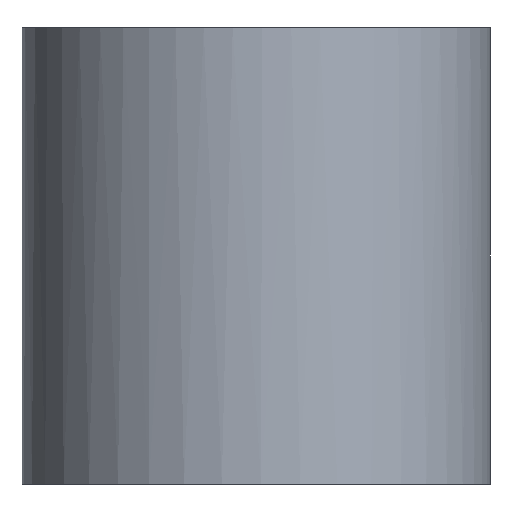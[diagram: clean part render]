
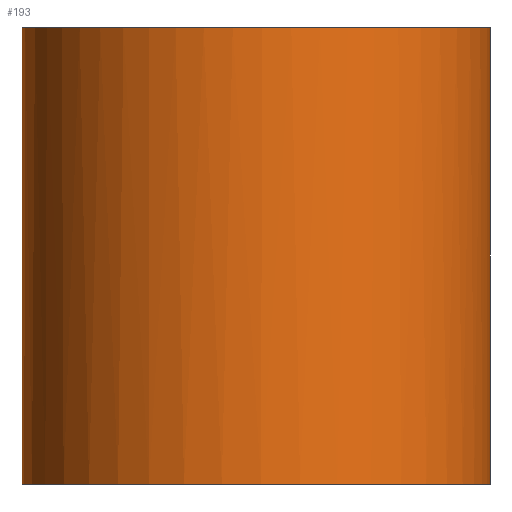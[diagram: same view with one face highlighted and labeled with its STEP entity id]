
A CAD part, front view. The second image highlights one B-rep face of the part: STEP entity #193.
In plain terms, the highlighted free-form (B-spline) face has degree [1, 3] with [2, 4] control points.
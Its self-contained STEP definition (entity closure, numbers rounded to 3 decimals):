
#1 = EDGE_CURVE ( 'NONE', #195, #82, #271, .T. ) ;
#8 = CARTESIAN_POINT ( 'NONE',  ( 20.5, 0., 0. ) ) ;
#22 = CARTESIAN_POINT ( 'NONE',  ( 20.5, 0., 40. ) ) ;
#25 = CARTESIAN_POINT ( 'NONE',  ( -2.686, -20.5, 40. ) ) ;
#35 = EDGE_CURVE ( 'NONE', #195, #254, #135, .T. ) ;
#45 = CARTESIAN_POINT ( 'NONE',  ( -20.5, -2.686, 40. ) ) ;
#49 = CARTESIAN_POINT ( 'NONE',  ( -10.326, -17.912, 40. ) ) ;
#52 = CARTESIAN_POINT ( 'NONE',  ( 20.5, 0., 40. ) ) ;
#60 = CARTESIAN_POINT ( 'NONE',  ( -20.5, 0., 0. ) ) ;
#67 = CARTESIAN_POINT ( 'NONE',  ( 20.5, 0., 0. ) ) ;
#76 = CARTESIAN_POINT ( 'NONE',  ( -20.5, 0., 0. ) ) ;
#82 = VERTEX_POINT ( 'NONE', #268 ) ;
#84 = VERTEX_POINT ( 'NONE', #93 ) ;
#93 = CARTESIAN_POINT ( 'NONE',  ( 20.5, 0., 40. ) ) ;
#94 = CARTESIAN_POINT ( 'NONE',  ( 20.5, -2.686, 40. ) ) ;
#95 = CARTESIAN_POINT ( 'NONE',  ( 12.597, -16.395, 40. ) ) ;
#99 = CARTESIAN_POINT ( 'NONE',  ( 5.364, -19.967, 40. ) ) ;
#106 = CARTESIAN_POINT ( 'NONE',  ( -20.5, 0., 0. ) ) ;
#113 = ORIENTED_EDGE ( 'NONE', *, *, #215, .F. ) ;
#116 = CARTESIAN_POINT ( 'NONE',  ( 16.395, -12.597, 40. ) ) ;
#118 = CARTESIAN_POINT ( 'NONE',  ( -12.597, -16.395, 40. ) ) ;
#135 = B_SPLINE_CURVE_WITH_KNOTS ( 'NONE', 1,
 ( #274, #173 ),
 .UNSPECIFIED., .F., .F.,
 ( 2, 2 ),
 ( -1., 0. ),
 .UNSPECIFIED. ) ;
#139 = CARTESIAN_POINT ( 'NONE',  ( -17.912, -10.326, 40. ) ) ;
#140 = CARTESIAN_POINT ( 'NONE',  ( -20.5, 0., 40. ) ) ;
#145 = CARTESIAN_POINT ( 'NONE',  ( -20.5, 0., 40. ) ) ;
#146 =( BOUNDED_SURFACE ( )  B_SPLINE_SURFACE ( 1, 3, ( 
 ( #22, #232, #184, #140 ),
 ( #194, #214, #150, #106 ) ),
 .UNSPECIFIED., .F., .F., .T. ) 
 B_SPLINE_SURFACE_WITH_KNOTS ( ( 2, 2 ),
 ( 4, 4 ),
 ( 0., 1. ),
 ( 0., 1. ),
 .UNSPECIFIED. ) 
 GEOMETRIC_REPRESENTATION_ITEM ( )  RATIONAL_B_SPLINE_SURFACE ( (
 ( 1., 0.333, 0.333, 1.),
 ( 1., 0.333, 0.333, 1.) ) ) 
 REPRESENTATION_ITEM ( '' )  SURFACE ( )  );
#150 = CARTESIAN_POINT ( 'NONE',  ( -20.5, -41., 0. ) ) ;
#160 = ORIENTED_EDGE ( 'NONE', *, *, #185, .F. ) ;
#173 = CARTESIAN_POINT ( 'NONE',  ( -20.5, 0., 40. ) ) ;
#183 = CARTESIAN_POINT ( 'NONE',  ( 20.5, 0., 40. ) ) ;
#184 = CARTESIAN_POINT ( 'NONE',  ( -20.5, -41., 40. ) ) ;
#185 = EDGE_CURVE ( 'NONE', #254, #84, #205, .T. ) ;
#188 = B_SPLINE_CURVE_WITH_KNOTS ( 'NONE', 1,
 ( #52, #8 ),
 .UNSPECIFIED., .F., .F.,
 ( 2, 2 ),
 ( -1., 0. ),
 .UNSPECIFIED. ) ;
#193 = ADVANCED_FACE ( 'NONE', ( #278 ), #146, .F. ) ;
#194 = CARTESIAN_POINT ( 'NONE',  ( 20.5, 0., 0. ) ) ;
#195 = VERTEX_POINT ( 'NONE', #76 ) ;
#198 = ORIENTED_EDGE ( 'NONE', *, *, #35, .F. ) ;
#204 = CARTESIAN_POINT ( 'NONE',  ( 20.5, -41., 0. ) ) ;
#205 = B_SPLINE_CURVE_WITH_KNOTS ( 'NONE', 3,
 ( #282, #45, #305, #139, #235, #118, #49, #255, #25, #212, #99, #237, #95, #116, #207, #303, #94, #183 ),
 .UNSPECIFIED., .F., .F.,
 ( 4, 2, 2, 2, 2, 2, 2, 2, 4 ),
 ( 3.142, 3.534, 3.927, 4.32, 4.712, 5.105, 5.498, 5.89, 6.283 ),
 .UNSPECIFIED. ) ;
#207 = CARTESIAN_POINT ( 'NONE',  ( 17.912, -10.326, 40. ) ) ;
#212 = CARTESIAN_POINT ( 'NONE',  ( 2.686, -20.5, 40. ) ) ;
#214 = CARTESIAN_POINT ( 'NONE',  ( 20.5, -41., 0. ) ) ;
#215 = EDGE_CURVE ( 'NONE', #84, #82, #188, .T. ) ;
#232 = CARTESIAN_POINT ( 'NONE',  ( 20.5, -41., 40. ) ) ;
#235 = CARTESIAN_POINT ( 'NONE',  ( -16.395, -12.597, 40. ) ) ;
#237 = CARTESIAN_POINT ( 'NONE',  ( 10.326, -17.912, 40. ) ) ;
#254 = VERTEX_POINT ( 'NONE', #145 ) ;
#255 = CARTESIAN_POINT ( 'NONE',  ( -5.364, -19.967, 40. ) ) ;
#268 = CARTESIAN_POINT ( 'NONE',  ( 20.5, 0., 0. ) ) ;
#271 =( BOUNDED_CURVE ( )  B_SPLINE_CURVE ( 3, ( #60, #290, #204, #67 ),
 .UNSPECIFIED., .F., .T. ) 
 B_SPLINE_CURVE_WITH_KNOTS ( ( 4, 4 ),
 ( -6.283, -3.142 ),
 .UNSPECIFIED. ) 
 CURVE ( )  GEOMETRIC_REPRESENTATION_ITEM ( )  RATIONAL_B_SPLINE_CURVE ( ( 1., 0.333, 0.333, 1. ) ) 
 REPRESENTATION_ITEM ( '' )  );
#274 = CARTESIAN_POINT ( 'NONE',  ( -20.5, 0., 0. ) ) ;
#277 = EDGE_LOOP ( 'NONE', ( #160, #198, #285, #113 ) ) ;
#278 = FACE_OUTER_BOUND ( 'NONE', #277, .T. ) ;
#282 = CARTESIAN_POINT ( 'NONE',  ( -20.5, 0., 40. ) ) ;
#285 = ORIENTED_EDGE ( 'NONE', *, *, #1, .T. ) ;
#290 = CARTESIAN_POINT ( 'NONE',  ( -20.5, -41., 0. ) ) ;
#303 = CARTESIAN_POINT ( 'NONE',  ( 19.967, -5.364, 40. ) ) ;
#305 = CARTESIAN_POINT ( 'NONE',  ( -19.967, -5.364, 40. ) ) ;
